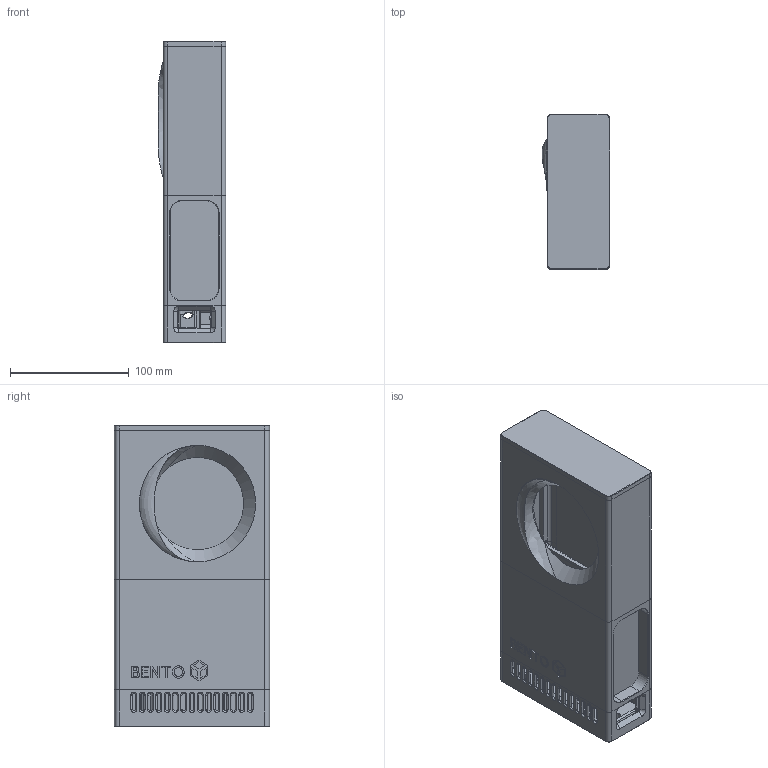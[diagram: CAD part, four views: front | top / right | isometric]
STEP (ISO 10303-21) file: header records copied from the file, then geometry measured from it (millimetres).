
FILE_DESCRIPTION(/* description */ (''),/* implementation_level */ '2;1');
FILE_NAME(/* name */ '120mm Blower Fan Bento.step',/* time_stamp */ '2024-03-08T09:24:45-08:00',/* author */ (''),/* organization */ (''),/* preprocessor_version */ 'ST-DEVELOPER v20',/* originating_system */ 'Autodesk Translation Framework v12.20.1.177',/* authorisation */ '');
FILE_SCHEMA (('AUTOMOTIVE_DESIGN { 1 0 10303 214 3 1 1 }'));
Length unit declared in the file: millimetre
Products named in the file (1): 120mm Blower Fan Bento
Bounding box: 56.8 x 130.8 x 254 mm (x, y, z)
Volume: 684677.7 mm3; surface area: 233009.8 mm2
Topology: 6 solids, 8 shells, 978 faces, 2538 edges, 1602 vertices
Faces by surface type: plane 455, cylinder 202, bspline 119, cone 91, torus 86, sphere 25
Full cylindrical faces by diameter (mm): 1.5 x3, 1.8 x4, 2.4 x2, 2.6 x2, 3.4 x2, 4 x4, 4.2 x12, 6.4 x1, 8 x1, 9.8 x1
Entity records: 33034 total; most frequent: CARTESIAN_POINT 9588, ORIENTED_EDGE 5052, DIRECTION 4576, EDGE_CURVE 2526, VERTEX_POINT 1602, AXIS2_PLACEMENT_3D 1547, LINE 1482, VECTOR 1482
